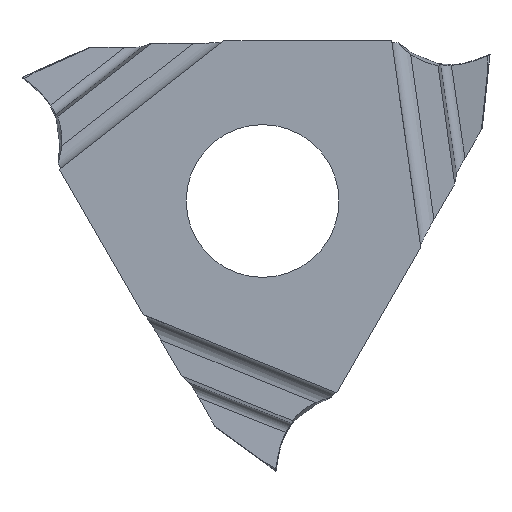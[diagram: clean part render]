
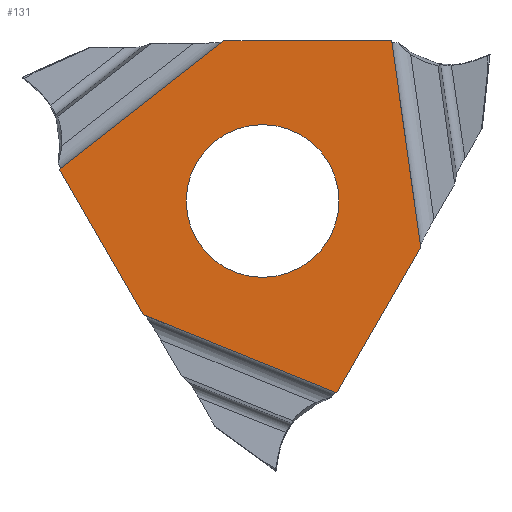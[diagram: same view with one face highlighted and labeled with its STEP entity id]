
A CAD part, left-side view. The second image highlights one B-rep face of the part: STEP entity #131.
In plain terms, the highlighted planar face has unit normal (-1, 0, 0).
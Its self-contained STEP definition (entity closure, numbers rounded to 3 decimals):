
#131=ADVANCED_FACE('',(#222,#223),#185,.T.);
#185=PLANE('',#1290);
#212=CIRCLE('',#1288,2.25);
#213=CIRCLE('',#1289,2.25);
#222=FACE_BOUND('',#228,.T.);
#223=FACE_BOUND('',#229,.T.);
#228=EDGE_LOOP('',(#285,#286,#287,#288,#289,#290));
#229=EDGE_LOOP('',(#291,#292));
#285=ORIENTED_EDGE('',*,*,#705,.F.);
#286=ORIENTED_EDGE('',*,*,#706,.F.);
#287=ORIENTED_EDGE('',*,*,#707,.F.);
#288=ORIENTED_EDGE('',*,*,#708,.F.);
#289=ORIENTED_EDGE('',*,*,#709,.F.);
#290=ORIENTED_EDGE('',*,*,#710,.F.);
#291=ORIENTED_EDGE('',*,*,#711,.F.);
#292=ORIENTED_EDGE('',*,*,#712,.F.);
#599=VERTEX_POINT('',#1755);
#600=VERTEX_POINT('',#1756);
#601=VERTEX_POINT('',#1758);
#602=VERTEX_POINT('',#1760);
#603=VERTEX_POINT('',#1762);
#604=VERTEX_POINT('',#1764);
#605=VERTEX_POINT('',#1767);
#606=VERTEX_POINT('',#1768);
#705=EDGE_CURVE('',#599,#600,#1006,.T.);
#706=EDGE_CURVE('',#601,#599,#1007,.T.);
#707=EDGE_CURVE('',#602,#601,#1008,.T.);
#708=EDGE_CURVE('',#603,#602,#1009,.T.);
#709=EDGE_CURVE('',#604,#603,#1010,.T.);
#710=EDGE_CURVE('',#600,#604,#1011,.T.);
#711=EDGE_CURVE('',#605,#606,#212,.T.);
#712=EDGE_CURVE('',#606,#605,#213,.T.);
#1006=LINE('',#1754,#1112);
#1007=LINE('',#1757,#1113);
#1008=LINE('',#1759,#1114);
#1009=LINE('',#1761,#1115);
#1010=LINE('',#1763,#1116);
#1011=LINE('',#1765,#1117);
#1112=VECTOR('',#1382,1.);
#1113=VECTOR('',#1383,1.);
#1114=VECTOR('',#1384,1.);
#1115=VECTOR('',#1385,1.);
#1116=VECTOR('',#1386,1.);
#1117=VECTOR('',#1387,1.);
#1288=AXIS2_PLACEMENT_3D('',#1766,#1388,#1389);
#1289=AXIS2_PLACEMENT_3D('',#1769,#1390,#1391);
#1290=AXIS2_PLACEMENT_3D('',#1770,#1392,#1393);
#1382=DIRECTION('',(0.,0.5,0.866));
#1383=DIRECTION('',(0.,0.927,0.375));
#1384=DIRECTION('',(0.,0.5,-0.866));
#1385=DIRECTION('',(0.,-0.139,-0.99));
#1386=DIRECTION('',(0.,-1.,0.));
#1387=DIRECTION('',(0.,-0.788,0.616));
#1388=DIRECTION('',(-1.,0.,0.));
#1389=DIRECTION('',(0.,0.,1.));
#1390=DIRECTION('',(-1.,0.,0.));
#1391=DIRECTION('',(0.,0.,-1.));
#1392=DIRECTION('',(-1.,0.,0.));
#1393=DIRECTION('',(0.,1.,0.));
#1754=CARTESIAN_POINT('',(-3.18,3.518,-3.347));
#1755=CARTESIAN_POINT('',(-3.18,3.518,-3.347));
#1756=CARTESIAN_POINT('',(-3.18,5.988,0.932));
#1757=CARTESIAN_POINT('',(-3.18,-2.187,-5.652));
#1758=CARTESIAN_POINT('',(-3.18,-2.187,-5.652));
#1759=CARTESIAN_POINT('',(-3.18,-4.658,-1.373));
#1760=CARTESIAN_POINT('',(-3.18,-4.658,-1.373));
#1761=CARTESIAN_POINT('',(-3.18,-3.801,4.72));
#1762=CARTESIAN_POINT('',(-3.18,-3.801,4.72));
#1763=CARTESIAN_POINT('',(-3.18,1.14,4.72));
#1764=CARTESIAN_POINT('',(-3.18,1.14,4.72));
#1765=CARTESIAN_POINT('',(-3.18,5.988,0.932));
#1766=CARTESIAN_POINT('',(-3.18,0.,0.));
#1767=CARTESIAN_POINT('',(-3.18,0.,2.25));
#1768=CARTESIAN_POINT('',(-3.18,0.,-2.25));
#1769=CARTESIAN_POINT('',(-3.18,0.,0.));
#1770=CARTESIAN_POINT('',(-3.18,0.,0.));
